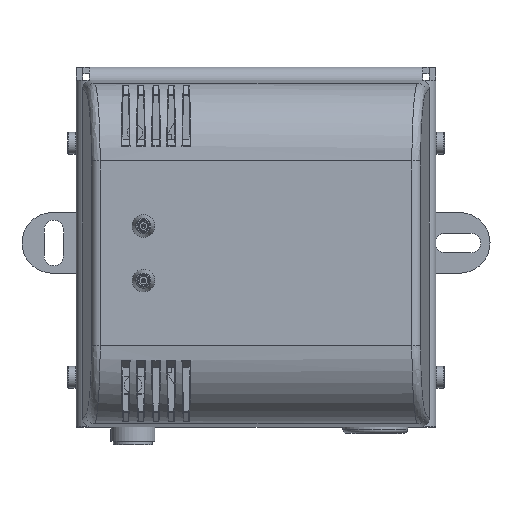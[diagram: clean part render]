
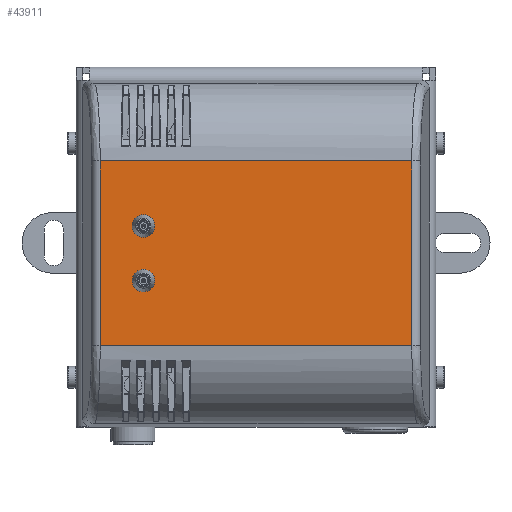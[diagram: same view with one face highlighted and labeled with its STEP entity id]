
A CAD part, top view. The second image highlights one B-rep face of the part: STEP entity #43911.
In plain terms, the highlighted face is planar.
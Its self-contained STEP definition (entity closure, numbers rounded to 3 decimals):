
#3330=FACE_BOUND('',#8888,.T.);
#3331=FACE_BOUND('',#8889,.T.);
#4172=CIRCLE('',#47292,2.);
#4174=CIRCLE('',#47295,2.);
#6255=FACE_OUTER_BOUND('',#8887,.T.);
#8887=EDGE_LOOP('',(#37238,#37239,#37240,#37241));
#8888=EDGE_LOOP('',(#37242));
#8889=EDGE_LOOP('',(#37243));
#12574=LINE('',#73947,#16874);
#12601=LINE('',#74058,#16901);
#12841=LINE('',#75923,#17141);
#12843=LINE('',#75963,#17143);
#16874=VECTOR('',#56140,10.);
#16901=VECTOR('',#56225,10.);
#17141=VECTOR('',#56847,10.);
#17143=VECTOR('',#56855,10.);
#20750=VERTEX_POINT('',#73863);
#20752=VERTEX_POINT('',#73869);
#20787=VERTEX_POINT('',#73941);
#20789=VERTEX_POINT('',#73945);
#20842=VERTEX_POINT('',#74054);
#20844=VERTEX_POINT('',#74057);
#26127=EDGE_CURVE('',#20750,#20750,#4172,.T.);
#26130=EDGE_CURVE('',#20752,#20752,#4174,.T.);
#26168=EDGE_CURVE('',#20789,#20787,#12574,.T.);
#26222=EDGE_CURVE('',#20842,#20844,#12601,.T.);
#26600=EDGE_CURVE('',#20787,#20842,#12841,.T.);
#26603=EDGE_CURVE('',#20844,#20789,#12843,.T.);
#37238=ORIENTED_EDGE('',*,*,#26600,.F.);
#37239=ORIENTED_EDGE('',*,*,#26168,.F.);
#37240=ORIENTED_EDGE('',*,*,#26603,.F.);
#37241=ORIENTED_EDGE('',*,*,#26222,.F.);
#37242=ORIENTED_EDGE('',*,*,#26127,.T.);
#37243=ORIENTED_EDGE('',*,*,#26130,.T.);
#41804=PLANE('',#47539);
#43911=ADVANCED_FACE('',(#6255,#3330,#3331),#41804,.T.);
#47292=AXIS2_PLACEMENT_3D('',#73864,#56071,#56072);
#47295=AXIS2_PLACEMENT_3D('',#73870,#56078,#56079);
#47539=AXIS2_PLACEMENT_3D('',#75962,#56853,#56854);
#56071=DIRECTION('center_axis',(0.,-1.,0.));
#56072=DIRECTION('ref_axis',(1.,0.,0.));
#56078=DIRECTION('center_axis',(0.,-1.,0.));
#56079=DIRECTION('ref_axis',(1.,0.,0.));
#56140=DIRECTION('',(0.,0.,1.));
#56225=DIRECTION('',(0.,0.,-1.));
#56847=DIRECTION('',(-1.,0.,0.));
#56853=DIRECTION('center_axis',(0.,1.,0.));
#56854=DIRECTION('ref_axis',(0.,0.,1.));
#56855=DIRECTION('',(1.,0.,0.));
#73863=CARTESIAN_POINT('',(44.3,25.,14.02));
#73864=CARTESIAN_POINT('Origin',(46.3,25.,14.02));
#73869=CARTESIAN_POINT('',(31.7,25.,14.02));
#73870=CARTESIAN_POINT('Origin',(33.7,25.,14.02));
#73941=CARTESIAN_POINT('',(61.319,25.,75.98));
#73945=CARTESIAN_POINT('',(61.319,25.,4.02));
#73947=CARTESIAN_POINT('',(61.319,25.,0.));
#74054=CARTESIAN_POINT('',(18.681,25.,75.98));
#74057=CARTESIAN_POINT('',(18.681,25.,4.02));
#74058=CARTESIAN_POINT('',(18.681,25.,0.));
#75923=CARTESIAN_POINT('',(20.,25.,75.98));
#75962=CARTESIAN_POINT('Origin',(0.,25.,0.));
#75963=CARTESIAN_POINT('',(20.,25.,4.02));
